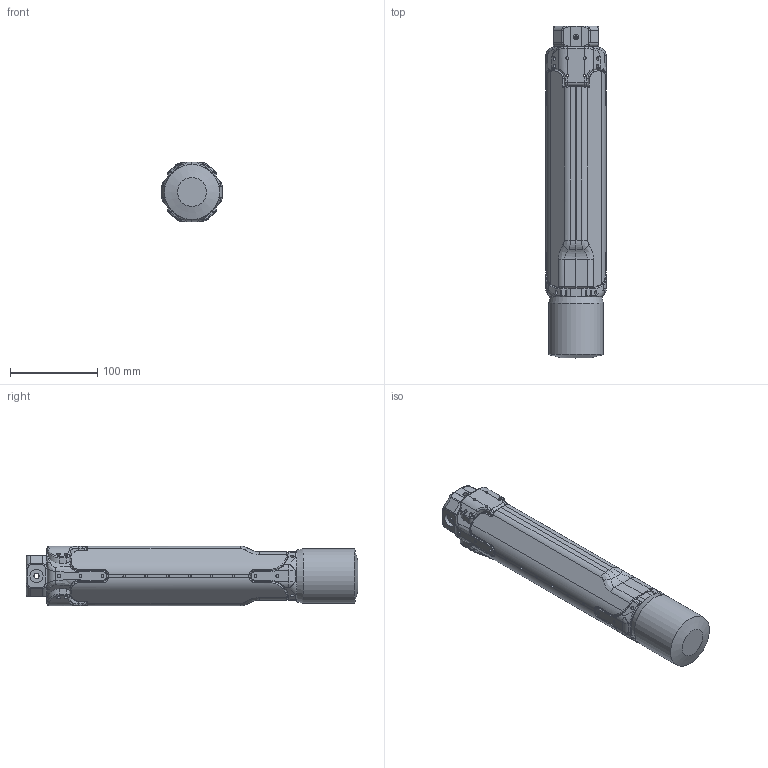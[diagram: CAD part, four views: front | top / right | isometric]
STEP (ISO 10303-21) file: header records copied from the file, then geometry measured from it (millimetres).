
FILE_DESCRIPTION(/* description */ (''),/* implementation_level */ '2;1');
FILE_NAME(/* name */ 'linear-actuator.stp',/* time_stamp */ '2024-01-14T14:11:25-08:00',/* author */ ('generic'),/* organization */ (''),/* preprocessor_version */ 'ST-DEVELOPER v16.5',/* originating_system */ 'Autodesk Inventor 2017',/* authorisation */ '');
FILE_SCHEMA (('AUTOMOTIVE_DESIGN { 1 0 10303 214 3 1 1 }'));
Length unit declared in the file: millimetre
Products named in the file (18): linear-actuator; c6374; coupler; skateboard-bearing; SFU-1204; ballscrew; MOTOR-BRACKET-LINEAR; rail; rail-carriage; la-top-bracket; la-bottom-bracket; la-top-side-bracket; la-top-driven-carriage-strap; la-driver-block; la-center-lock-dual-driver; la-nut-top-bracket; la-sheath; driven-adapter
Assembly tree (28 placements, depth 2):
  linear-actuator
    rail  x4
    rail-carriage  x4
    c6374
    coupler
    skateboard-bearing
    SFU-1204
    ballscrew
    MOTOR-BRACKET-LINEAR
    la-top-bracket
    la-bottom-bracket  x2
    la-top-side-bracket  x2
    la-top-driven-carriage-strap  x2
    la-driver-block  x2
    la-center-lock-dual-driver
    la-nut-top-bracket
    la-sheath  x2
    driven-adapter
Bounding box: 69 x 380 x 68 mm (x, y, z)
Volume: 705763.3 mm3; surface area: 290469.9 mm2
Topology: 28 solids, 28 shells, 1603 faces, 4021 edges, 2500 vertices
Faces by surface type: cylinder 659, plane 590, bspline 268, torus 48, sphere 20, cone 18
Full cylindrical faces by diameter (mm): 3 x94, 4 x77, 4.5 x6, 5 x4, 6 x46, 8 x5, 9 x1, 10 x4, 12 x1, 15 x3, 22 x2, 22.4 x1, 24 x1, 25 x2, 63 x1
Entity records: 42612 total; most frequent: CARTESIAN_POINT 16924, DIRECTION 5250, ORIENTED_EDGE 4986, EDGE_CURVE 2493, AXIS2_PLACEMENT_3D 2037, VERTEX_POINT 1647, EDGE_LOOP 1472, LINE 1176
